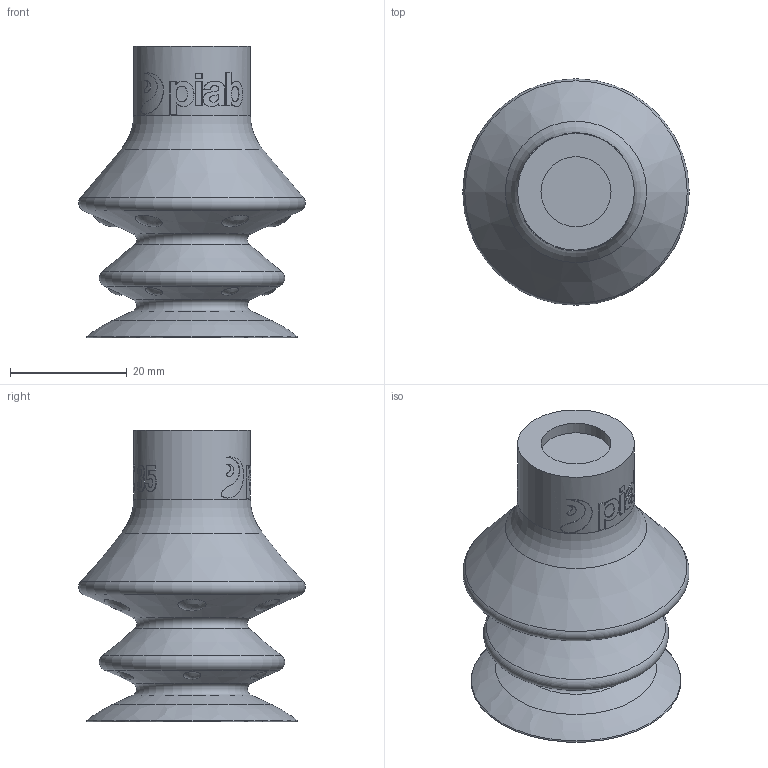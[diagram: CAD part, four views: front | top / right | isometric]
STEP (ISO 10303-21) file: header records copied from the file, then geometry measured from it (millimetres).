
FILE_DESCRIPTION( ( 'Unknown' ), '1' );
FILE_NAME( 'ISM-0900894.stp', 'Unknown', ( 'Unknown' ), ( 'Unknown' ), 'PSStep 17.0.49', 'Unknown', ' ' );
FILE_SCHEMA( ( 'AUTOMOTIVE_DESIGN { 1 0 10303 214 1 1 1 1 }' ) );
Length unit declared in the file: millimetre
Products named in the file (1): 1
Bounding box: 38.79 x 38.79 x 50 mm (x, y, z)
Volume: 27072 mm3; surface area: 7231.8 mm2
Topology: 1 solids, 1 shells, 218 faces, 584 edges, 385 vertices
Faces by surface type: bspline 120, plane 55, cylinder 20, revolution 12, torus 6, cone 5
Full cylindrical faces by diameter (mm): 12 x1, 20 x1
Entity records: 14830 total; most frequent: CARTESIAN_POINT 8744, ORIENTED_EDGE 1082, EDGE_CURVE 541, DIRECTION 463, VERTEX_POINT 385, B_SPLINE_CURVE_WITH_KNOTS 345, EDGE_LOOP 263, FACE_OUTER_BOUND 227
